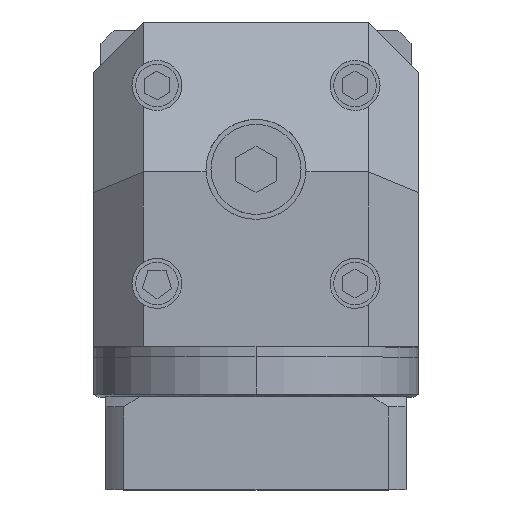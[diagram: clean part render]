
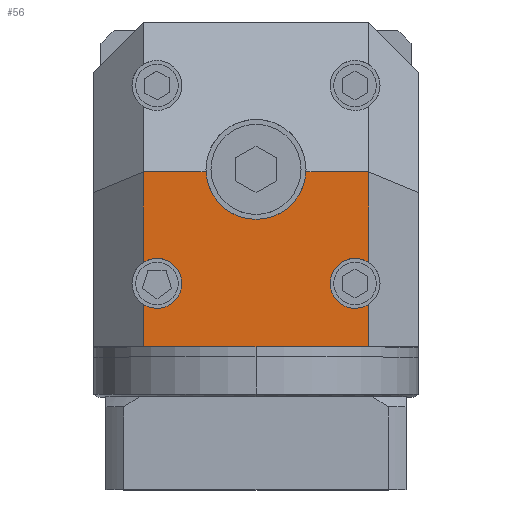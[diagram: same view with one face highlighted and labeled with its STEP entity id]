
A CAD part, top view. The second image highlights one B-rep face of the part: STEP entity #56.
In plain terms, the highlighted planar face has unit normal (0, 0, 1).
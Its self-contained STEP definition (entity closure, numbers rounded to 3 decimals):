
#10 = ORIENTED_EDGE ( 'NONE', *, *, #6642, .T. ) ;
#56 = ADVANCED_FACE ( 'NONE', ( #7654 ), #6332, .F. ) ;
#92 = CARTESIAN_POINT ( 'NONE',  ( 22.5, 2.5, 65. ) ) ;
#140 = DIRECTION ( 'NONE',  ( -1., 0., 0. ) ) ;
#156 = VERTEX_POINT ( 'NONE', #92 ) ;
#309 = ORIENTED_EDGE ( 'NONE', *, *, #5712, .T. ) ;
#362 = CARTESIAN_POINT ( 'NONE',  ( -22.5, 2.5, 65. ) ) ;
#367 = DIRECTION ( 'NONE',  ( -1., 0., 0. ) ) ;
#438 = CARTESIAN_POINT ( 'NONE',  ( -14.799, -19.799, 65. ) ) ;
#477 = LINE ( 'NONE', #5059, #7269 ) ;
#527 = DIRECTION ( 'NONE',  ( 0., 1., 0. ) ) ;
#553 = DIRECTION ( 'NONE',  ( 1., 0., 0. ) ) ;
#607 = LINE ( 'NONE', #11392, #3461 ) ;
#623 = CARTESIAN_POINT ( 'NONE',  ( -22.5, 0., 65. ) ) ;
#628 = DIRECTION ( 'NONE',  ( 0., 0., 1. ) ) ;
#636 = CARTESIAN_POINT ( 'NONE',  ( 0., 3., 65. ) ) ;
#693 = AXIS2_PLACEMENT_3D ( 'NONE', #636, #628, #553 ) ;
#837 = CARTESIAN_POINT ( 'NONE',  ( 0., -32.5, 65. ) ) ;
#838 = ORIENTED_EDGE ( 'NONE', *, *, #4722, .F. ) ;
#846 = VECTOR ( 'NONE', #527, 1000. ) ;
#891 = LINE ( 'NONE', #1995, #5321 ) ;
#944 = VERTEX_POINT ( 'NONE', #1687 ) ;
#1014 = VERTEX_POINT ( 'NONE', #837 ) ;
#1027 = EDGE_CURVE ( 'NONE', #2039, #6890, #7204, .T. ) ;
#1051 = VERTEX_POINT ( 'NONE', #438 ) ;
#1137 = LINE ( 'NONE', #623, #10126 ) ;
#1140 = EDGE_CURVE ( 'NONE', #1014, #2181, #8474, .T. ) ;
#1268 = AXIS2_PLACEMENT_3D ( 'NONE', #10890, #5447, #140 ) ;
#1534 = ORIENTED_EDGE ( 'NONE', *, *, #6898, .F. ) ;
#1633 = VECTOR ( 'NONE', #11214, 1000. ) ;
#1687 = CARTESIAN_POINT ( 'NONE',  ( 14.799, -19.799, 65. ) ) ;
#1778 = DIRECTION ( 'NONE',  ( 0., 0., 1. ) ) ;
#1916 = ORIENTED_EDGE ( 'NONE', *, *, #5916, .T. ) ;
#1941 = CARTESIAN_POINT ( 'NONE',  ( 22.5, -15.591, 65. ) ) ;
#1995 = CARTESIAN_POINT ( 'NONE',  ( 22.5, 0., 65. ) ) ;
#2039 = VERTEX_POINT ( 'NONE', #6533 ) ;
#2044 = CARTESIAN_POINT ( 'NONE',  ( -22.5, 0., 65. ) ) ;
#2181 = VERTEX_POINT ( 'NONE', #5953 ) ;
#2342 = ORIENTED_EDGE ( 'NONE', *, *, #1140, .T. ) ;
#2507 = CARTESIAN_POINT ( 'NONE',  ( -22.5, -15.591, 65. ) ) ;
#2511 = VERTEX_POINT ( 'NONE', #2507 ) ;
#2669 = CARTESIAN_POINT ( 'NONE',  ( 9.987, 2.5, 65. ) ) ;
#2866 = ORIENTED_EDGE ( 'NONE', *, *, #6507, .T. ) ;
#3027 = CIRCLE ( 'NONE', #10841, 5. ) ;
#3198 = CIRCLE ( 'NONE', #9230, 5. ) ;
#3322 = LINE ( 'NONE', #5663, #8128 ) ;
#3461 = VECTOR ( 'NONE', #11352, 1000. ) ;
#3981 = ORIENTED_EDGE ( 'NONE', *, *, #6063, .T. ) ;
#4176 = VERTEX_POINT ( 'NONE', #10135 ) ;
#4430 = CARTESIAN_POINT ( 'NONE',  ( -19.799, -19.799, 65. ) ) ;
#4474 = CARTESIAN_POINT ( 'NONE',  ( 19.799, -19.799, 65. ) ) ;
#4565 = LINE ( 'NONE', #2044, #9398 ) ;
#4722 = EDGE_CURVE ( 'NONE', #4176, #1051, #3198, .T. ) ;
#4843 = ORIENTED_EDGE ( 'NONE', *, *, #5540, .T. ) ;
#4920 = CARTESIAN_POINT ( 'NONE',  ( -22.5, -32.5, 65. ) ) ;
#5059 = CARTESIAN_POINT ( 'NONE',  ( 0., 2.5, 65. ) ) ;
#5250 = EDGE_CURVE ( 'NONE', #944, #6518, #3027, .T. ) ;
#5321 = VECTOR ( 'NONE', #7342, 1000. ) ;
#5388 = DIRECTION ( 'NONE',  ( 1., 0., 0. ) ) ;
#5447 = DIRECTION ( 'NONE',  ( 0., 0., 1. ) ) ;
#5540 = EDGE_CURVE ( 'NONE', #156, #6890, #477, .T. ) ;
#5560 = ORIENTED_EDGE ( 'NONE', *, *, #6411, .F. ) ;
#5609 = CARTESIAN_POINT ( 'NONE',  ( 22.5, -24.007, 65. ) ) ;
#5663 = CARTESIAN_POINT ( 'NONE',  ( 0., 2.5, 65. ) ) ;
#5712 = EDGE_CURVE ( 'NONE', #11238, #1014, #607, .T. ) ;
#5916 = EDGE_CURVE ( 'NONE', #2039, #9797, #3322, .T. ) ;
#5953 = CARTESIAN_POINT ( 'NONE',  ( 22.5, -32.5, 65. ) ) ;
#6063 = EDGE_CURVE ( 'NONE', #9797, #2511, #1137, .T. ) ;
#6123 = DIRECTION ( 'NONE',  ( -1., 0., 0. ) ) ;
#6153 = AXIS2_PLACEMENT_3D ( 'NONE', #6257, #6387, #6706 ) ;
#6257 = CARTESIAN_POINT ( 'NONE',  ( 0., 0., 65. ) ) ;
#6332 = PLANE ( 'NONE',  #6153 ) ;
#6387 = DIRECTION ( 'NONE',  ( 0., 0., -1. ) ) ;
#6411 = EDGE_CURVE ( 'NONE', #1051, #2511, #10262, .T. ) ;
#6507 = EDGE_CURVE ( 'NONE', #4176, #11238, #4565, .T. ) ;
#6518 = VERTEX_POINT ( 'NONE', #5609 ) ;
#6533 = CARTESIAN_POINT ( 'NONE',  ( -9.987, 2.5, 65. ) ) ;
#6642 = EDGE_CURVE ( 'NONE', #2181, #6518, #10385, .T. ) ;
#6666 = CIRCLE ( 'NONE', #8587, 5. ) ;
#6706 = DIRECTION ( 'NONE',  ( -1., 0., 0. ) ) ;
#6803 = ORIENTED_EDGE ( 'NONE', *, *, #7045, .T. ) ;
#6890 = VERTEX_POINT ( 'NONE', #2669 ) ;
#6898 = EDGE_CURVE ( 'NONE', #11089, #944, #6666, .T. ) ;
#6901 = EDGE_LOOP ( 'NONE', ( #4843, #11544, #1916, #3981, #5560, #838, #2866, #309, #2342, #10, #11113, #1534, #6803 ) ) ;
#7045 = EDGE_CURVE ( 'NONE', #11089, #156, #891, .T. ) ;
#7079 = DIRECTION ( 'NONE',  ( 1., 0., 0. ) ) ;
#7121 = CARTESIAN_POINT ( 'NONE',  ( 19.799, -19.799, 65. ) ) ;
#7204 = CIRCLE ( 'NONE', #693, 10. ) ;
#7269 = VECTOR ( 'NONE', #6123, 1000. ) ;
#7342 = DIRECTION ( 'NONE',  ( 0., 1., 0. ) ) ;
#7402 = DIRECTION ( 'NONE',  ( 0., -1., 0. ) ) ;
#7654 = FACE_OUTER_BOUND ( 'NONE', #6901, .T. ) ;
#8128 = VECTOR ( 'NONE', #367, 1000. ) ;
#8474 = LINE ( 'NONE', #11268, #1633 ) ;
#8587 = AXIS2_PLACEMENT_3D ( 'NONE', #4474, #10830, #5388 ) ;
#9230 = AXIS2_PLACEMENT_3D ( 'NONE', #4430, #1778, #9316 ) ;
#9316 = DIRECTION ( 'NONE',  ( -1., 0., 0. ) ) ;
#9361 = DIRECTION ( 'NONE',  ( 0., 0., 1. ) ) ;
#9398 = VECTOR ( 'NONE', #7402, 1000. ) ;
#9797 = VERTEX_POINT ( 'NONE', #362 ) ;
#10126 = VECTOR ( 'NONE', #10441, 1000. ) ;
#10135 = CARTESIAN_POINT ( 'NONE',  ( -22.5, -24.007, 65. ) ) ;
#10262 = CIRCLE ( 'NONE', #1268, 5. ) ;
#10385 = LINE ( 'NONE', #11294, #846 ) ;
#10441 = DIRECTION ( 'NONE',  ( 0., -1., 0. ) ) ;
#10830 = DIRECTION ( 'NONE',  ( 0., 0., 1. ) ) ;
#10841 = AXIS2_PLACEMENT_3D ( 'NONE', #7121, #9361, #7079 ) ;
#10890 = CARTESIAN_POINT ( 'NONE',  ( -19.799, -19.799, 65. ) ) ;
#11089 = VERTEX_POINT ( 'NONE', #1941 ) ;
#11113 = ORIENTED_EDGE ( 'NONE', *, *, #5250, .F. ) ;
#11214 = DIRECTION ( 'NONE',  ( 1., 0., 0. ) ) ;
#11238 = VERTEX_POINT ( 'NONE', #4920 ) ;
#11268 = CARTESIAN_POINT ( 'NONE',  ( -32.5, -32.5, 65. ) ) ;
#11294 = CARTESIAN_POINT ( 'NONE',  ( 22.5, 0., 65. ) ) ;
#11352 = DIRECTION ( 'NONE',  ( 1., 0., 0. ) ) ;
#11392 = CARTESIAN_POINT ( 'NONE',  ( -32.5, -32.5, 65. ) ) ;
#11544 = ORIENTED_EDGE ( 'NONE', *, *, #1027, .F. ) ;
